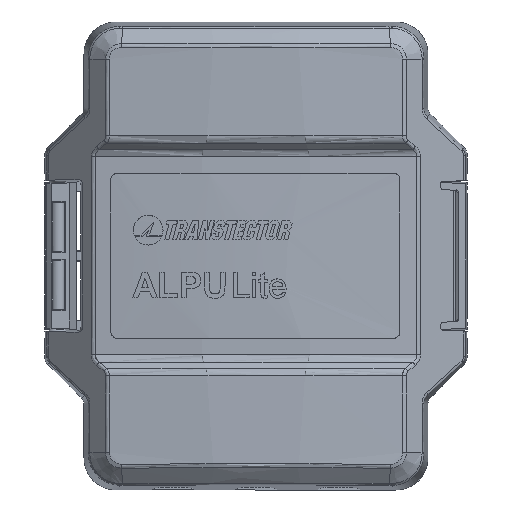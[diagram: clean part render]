
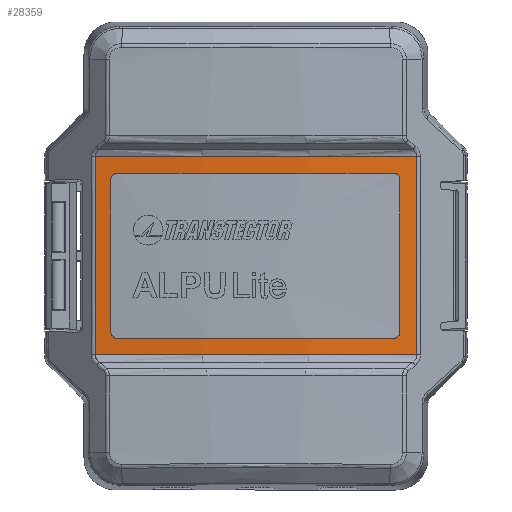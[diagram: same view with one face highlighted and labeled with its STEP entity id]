
A CAD part, top view. The second image highlights one B-rep face of the part: STEP entity #28359.
In plain terms, the highlighted cylindrical face has radius 297 mm (diameter 594 mm), a partial arc.
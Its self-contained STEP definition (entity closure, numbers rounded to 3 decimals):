
#1544 = ORIENTED_EDGE ( 'NONE', *, *, #21141, .T. ) ;
#2779 = EDGE_CURVE ( 'NONE', #83060, #73535, #14173, .T. ) ;
#3358 = VERTEX_POINT ( 'NONE', #70406 ) ;
#11696 = CARTESIAN_POINT ( 'NONE',  ( -38.948, 20.935, -7.988 ) ) ;
#13262 = CIRCLE ( 'NONE', #40460, 297. ) ;
#13279 = CARTESIAN_POINT ( 'NONE',  ( 38.948, 20.935, -23.964 ) ) ;
#14173 = B_SPLINE_CURVE_WITH_KNOTS ( 'NONE', 3,
 ( #74039, #43850, #50448, #13279 ),
 .UNSPECIFIED., .F., .F.,
 ( 4, 4 ),
 ( 0., 1. ),
 .UNSPECIFIED. ) ;
#16154 = CARTESIAN_POINT ( 'NONE',  ( -38.948, 20.935, 23.964 ) ) ;
#21141 = EDGE_CURVE ( 'NONE', #57699, #83060, #87817, .T. ) ;
#23074 = ORIENTED_EDGE ( 'NONE', *, *, #2779, .T. ) ;
#24015 = AXIS2_PLACEMENT_3D ( 'NONE', #28862, #90308, #81768 ) ;
#28359 = ADVANCED_FACE ( 'NONE', ( #65073 ), #62712, .T. ) ;
#28862 = CARTESIAN_POINT ( 'NONE',  ( 0., -273.5, 23.964 ) ) ;
#33720 = CARTESIAN_POINT ( 'NONE',  ( -38.948, 20.935, 7.988 ) ) ;
#38866 = DIRECTION ( 'NONE',  ( -1., 0., 0. ) ) ;
#40460 = AXIS2_PLACEMENT_3D ( 'NONE', #55516, #54557, #69667 ) ;
#41880 = ORIENTED_EDGE ( 'NONE', *, *, #53802, .T. ) ;
#43850 = CARTESIAN_POINT ( 'NONE',  ( 38.948, 20.935, 7.988 ) ) ;
#45510 = CARTESIAN_POINT ( 'NONE',  ( 38.948, 20.935, -23.964 ) ) ;
#50448 = CARTESIAN_POINT ( 'NONE',  ( 38.948, 20.935, -7.988 ) ) ;
#52394 = B_SPLINE_CURVE_WITH_KNOTS ( 'NONE', 3,
 ( #56686, #11696, #33720, #64244 ),
 .UNSPECIFIED., .F., .F.,
 ( 4, 4 ),
 ( 0., 1. ),
 .UNSPECIFIED. ) ;
#53802 = EDGE_CURVE ( 'NONE', #73535, #3358, #13262, .T. ) ;
#53903 = CARTESIAN_POINT ( 'NONE',  ( 0., -273.5, 0. ) ) ;
#54557 = DIRECTION ( 'NONE',  ( 0., 0., 1. ) ) ;
#55516 = CARTESIAN_POINT ( 'NONE',  ( 0., -273.5, -23.964 ) ) ;
#56686 = CARTESIAN_POINT ( 'NONE',  ( -38.948, 20.935, -23.964 ) ) ;
#57699 = VERTEX_POINT ( 'NONE', #16154 ) ;
#62712 = CYLINDRICAL_SURFACE ( 'NONE', #90698, 297. ) ;
#64244 = CARTESIAN_POINT ( 'NONE',  ( -38.948, 20.935, 23.964 ) ) ;
#65073 = FACE_OUTER_BOUND ( 'NONE', #66109, .T. ) ;
#65658 = CARTESIAN_POINT ( 'NONE',  ( 38.948, 20.935, 23.964 ) ) ;
#66109 = EDGE_LOOP ( 'NONE', ( #1544, #23074, #41880, #73088 ) ) ;
#69667 = DIRECTION ( 'NONE',  ( -1., 0., 0. ) ) ;
#70406 = CARTESIAN_POINT ( 'NONE',  ( -38.948, 20.935, -23.964 ) ) ;
#73088 = ORIENTED_EDGE ( 'NONE', *, *, #78763, .T. ) ;
#73535 = VERTEX_POINT ( 'NONE', #45510 ) ;
#74039 = CARTESIAN_POINT ( 'NONE',  ( 38.948, 20.935, 23.964 ) ) ;
#78763 = EDGE_CURVE ( 'NONE', #3358, #57699, #52394, .T. ) ;
#81768 = DIRECTION ( 'NONE',  ( -1., 0., 0. ) ) ;
#83060 = VERTEX_POINT ( 'NONE', #65658 ) ;
#87817 = CIRCLE ( 'NONE', #24015, 297. ) ;
#90308 = DIRECTION ( 'NONE',  ( 0., 0., -1. ) ) ;
#90698 = AXIS2_PLACEMENT_3D ( 'NONE', #53903, #91739, #38866 ) ;
#91739 = DIRECTION ( 'NONE',  ( 0., 0., -1. ) ) ;
